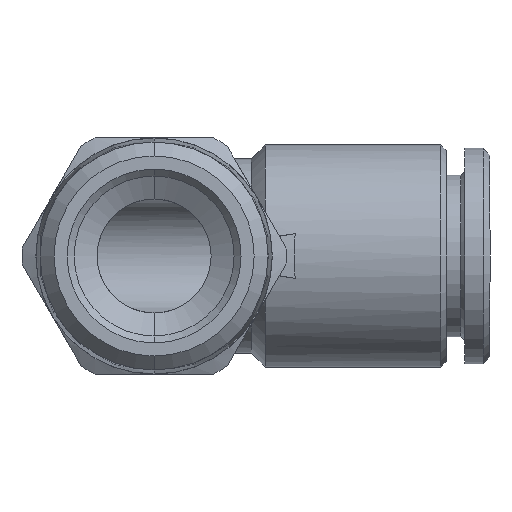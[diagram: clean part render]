
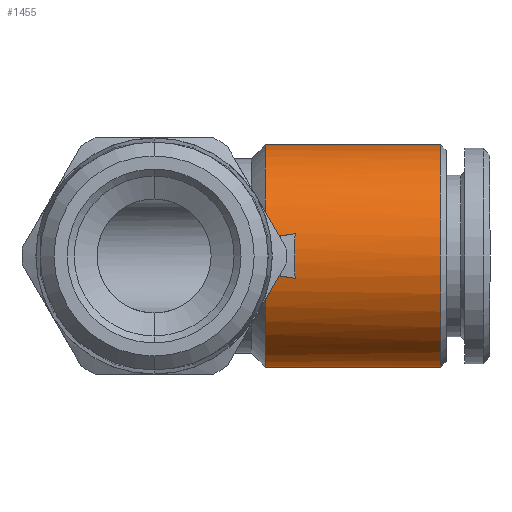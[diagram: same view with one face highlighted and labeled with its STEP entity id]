
A CAD part, front view. The second image highlights one B-rep face of the part: STEP entity #1455.
In plain terms, the highlighted cylindrical face has radius 8 mm (diameter 16 mm), a partial arc.
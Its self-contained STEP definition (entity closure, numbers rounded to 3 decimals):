
#67 = CIRCLE ( 'NONE', #77, 8. ) ;
#69 = DIRECTION ( 'NONE',  ( 0., 0., 1. ) ) ;
#70 = DIRECTION ( 'NONE',  ( -1., 0., 0. ) ) ;
#73 = CARTESIAN_POINT ( 'NONE',  ( 8., 0., 0. ) ) ;
#76 = CARTESIAN_POINT ( 'NONE',  ( 8., -7.899, 1.267 ) ) ;
#77 = AXIS2_PLACEMENT_3D ( 'NONE', #73, #70, #69 ) ;
#185 = CARTESIAN_POINT ( 'NONE',  ( 8., 0., 8. ) ) ;
#187 = VECTOR ( 'NONE', #189, 1000. ) ;
#189 = DIRECTION ( 'NONE',  ( -1., 0., 0. ) ) ;
#190 = CARTESIAN_POINT ( 'NONE',  ( -5.233, 0., 8. ) ) ;
#191 = LINE ( 'NONE', #190, #187 ) ;
#247 = CARTESIAN_POINT ( 'NONE',  ( 8., 0., -8. ) ) ;
#1166 = VERTEX_POINT ( 'NONE', #2243 ) ;
#1176 = VERTEX_POINT ( 'NONE', #2288 ) ;
#1255 = EDGE_CURVE ( 'NONE', #1604, #1256, #2426, .T. ) ;
#1256 = VERTEX_POINT ( 'NONE', #2340 ) ;
#1355 = EDGE_CURVE ( 'NONE', #1365, #1357, #2554, .T. ) ;
#1357 = VERTEX_POINT ( 'NONE', #2574 ) ;
#1365 = VERTEX_POINT ( 'NONE', #2541 ) ;
#1416 = ORIENTED_EDGE ( 'NONE', *, *, #1355, .F. ) ;
#1417 = ORIENTED_EDGE ( 'NONE', *, *, #1450, .T. ) ;
#1428 = ORIENTED_EDGE ( 'NONE', *, *, #1255, .F. ) ;
#1436 = ORIENTED_EDGE ( 'NONE', *, *, #1596, .T. ) ;
#1450 = EDGE_CURVE ( 'NONE', #1365, #1256, #3339, .T. ) ;
#1451 = ORIENTED_EDGE ( 'NONE', *, *, #1452, .F. ) ;
#1452 = EDGE_CURVE ( 'NONE', #1357, #1526, #3344, .T. ) ;
#1455 = ADVANCED_FACE ( 'NONE', ( #3365 ), #3364, .T. ) ;
#1459 = ORIENTED_EDGE ( 'NONE', *, *, #1480, .F. ) ;
#1460 = ORIENTED_EDGE ( 'NONE', *, *, #1461, .T. ) ;
#1461 = EDGE_CURVE ( 'NONE', #1176, #1166, #3360, .T. ) ;
#1480 = EDGE_CURVE ( 'NONE', #1176, #1604, #3392, .T. ) ;
#1513 = EDGE_LOOP ( 'NONE', ( #1459, #1460, #1436, #1524, #1451, #1416, #1417, #1428 ) ) ;
#1524 = ORIENTED_EDGE ( 'NONE', *, *, #1525, .F. ) ;
#1525 = EDGE_CURVE ( 'NONE', #1526, #1601, #67, .T. ) ;
#1526 = VERTEX_POINT ( 'NONE', #76 ) ;
#1596 = EDGE_CURVE ( 'NONE', #1166, #1601, #191, .T. ) ;
#1601 = VERTEX_POINT ( 'NONE', #185 ) ;
#1604 = VERTEX_POINT ( 'NONE', #247 ) ;
#2243 = CARTESIAN_POINT ( 'NONE',  ( 20.6, 0., 8. ) ) ;
#2288 = CARTESIAN_POINT ( 'NONE',  ( 20.6, 0., -8. ) ) ;
#2324 = CARTESIAN_POINT ( 'NONE',  ( 8., 0., 0. ) ) ;
#2340 = CARTESIAN_POINT ( 'NONE',  ( 8., -7.899, -1.267 ) ) ;
#2341 = DIRECTION ( 'NONE',  ( 0., 0., 1. ) ) ;
#2424 = DIRECTION ( 'NONE',  ( -1., 0., 0. ) ) ;
#2425 = AXIS2_PLACEMENT_3D ( 'NONE', #2324, #2424, #2341 ) ;
#2426 = CIRCLE ( 'NONE', #2425, 8. ) ;
#2541 = CARTESIAN_POINT ( 'NONE',  ( 10.136, -7.837, -1.605 ) ) ;
#2549 = CARTESIAN_POINT ( 'NONE',  ( 10.136, -7.837, -1.605 ) ) ;
#2550 = CARTESIAN_POINT ( 'NONE',  ( 10.136, -7.837, 1.605 ) ) ;
#2551 = CARTESIAN_POINT ( 'NONE',  ( 10.11, -7.946, 1.075 ) ) ;
#2552 = CARTESIAN_POINT ( 'NONE',  ( 10.1, -8., 0.531 ) ) ;
#2554 = B_SPLINE_CURVE_WITH_KNOTS ( 'NONE', 3,
 ( #2549, #2556, #2555, #2552, #2551, #2550 ),
 .UNSPECIFIED., .F., .F.,
 ( 4, 2, 4 ),
 ( 0., 0.002, 0.004 ),
 .UNSPECIFIED. ) ;
#2555 = CARTESIAN_POINT ( 'NONE',  ( 10.1, -8., -0.544 ) ) ;
#2556 = CARTESIAN_POINT ( 'NONE',  ( 10.111, -7.945, -1.077 ) ) ;
#2574 = CARTESIAN_POINT ( 'NONE',  ( 10.136, -7.837, 1.605 ) ) ;
#3339 =( BOUNDED_CURVE ( )  B_SPLINE_CURVE ( 3, ( #3343, #3342, #3341, #3340 ),
 .UNSPECIFIED., .F., .T. ) 
 B_SPLINE_CURVE_WITH_KNOTS ( ( 4, 4 ),
 ( 4.51, 4.553 ),
 .UNSPECIFIED. ) 
 CURVE ( )  GEOMETRIC_REPRESENTATION_ITEM ( )  RATIONAL_B_SPLINE_CURVE ( ( 1., 1., 1., 1. ) ) 
 REPRESENTATION_ITEM ( '' )  );
#3340 = CARTESIAN_POINT ( 'NONE',  ( 8., -7.899, -1.267 ) ) ;
#3341 = CARTESIAN_POINT ( 'NONE',  ( 8.715, -7.881, -1.38 ) ) ;
#3342 = CARTESIAN_POINT ( 'NONE',  ( 9.427, -7.86, -1.493 ) ) ;
#3343 = CARTESIAN_POINT ( 'NONE',  ( 10.136, -7.837, -1.605 ) ) ;
#3344 =( BOUNDED_CURVE ( )  B_SPLINE_CURVE ( 3, ( #3346, #3345, #3348, #3347 ),
 .UNSPECIFIED., .F., .T. ) 
 B_SPLINE_CURVE_WITH_KNOTS ( ( 4, 4 ),
 ( 4.51, 4.553 ),
 .UNSPECIFIED. ) 
 CURVE ( )  GEOMETRIC_REPRESENTATION_ITEM ( )  RATIONAL_B_SPLINE_CURVE ( ( 1., 1., 1., 1. ) ) 
 REPRESENTATION_ITEM ( '' )  );
#3345 = CARTESIAN_POINT ( 'NONE',  ( 9.427, -7.86, 1.493 ) ) ;
#3346 = CARTESIAN_POINT ( 'NONE',  ( 10.136, -7.837, 1.605 ) ) ;
#3347 = CARTESIAN_POINT ( 'NONE',  ( 8., -7.899, 1.267 ) ) ;
#3348 = CARTESIAN_POINT ( 'NONE',  ( 8.715, -7.881, 1.38 ) ) ;
#3352 = CARTESIAN_POINT ( 'NONE',  ( -5.233, 0., 0. ) ) ;
#3354 = CARTESIAN_POINT ( 'NONE',  ( 20.6, 0., 0. ) ) ;
#3356 = AXIS2_PLACEMENT_3D ( 'NONE', #3352, #3357, #3366 ) ;
#3357 = DIRECTION ( 'NONE',  ( -1., 0., 0. ) ) ;
#3359 = AXIS2_PLACEMENT_3D ( 'NONE', #3354, #3373, #3372 ) ;
#3360 = CIRCLE ( 'NONE', #3359, 8. ) ;
#3364 = CYLINDRICAL_SURFACE ( 'NONE', #3356, 8. ) ;
#3365 = FACE_OUTER_BOUND ( 'NONE', #1513, .T. ) ;
#3366 = DIRECTION ( 'NONE',  ( 0., 0., 1. ) ) ;
#3372 = DIRECTION ( 'NONE',  ( 0., 0., 1. ) ) ;
#3373 = DIRECTION ( 'NONE',  ( -1., 0., 0. ) ) ;
#3392 = LINE ( 'NONE', #3404, #3403 ) ;
#3402 = DIRECTION ( 'NONE',  ( -1., 0., 0. ) ) ;
#3403 = VECTOR ( 'NONE', #3402, 1000. ) ;
#3404 = CARTESIAN_POINT ( 'NONE',  ( -5.233, 0., -8. ) ) ;
